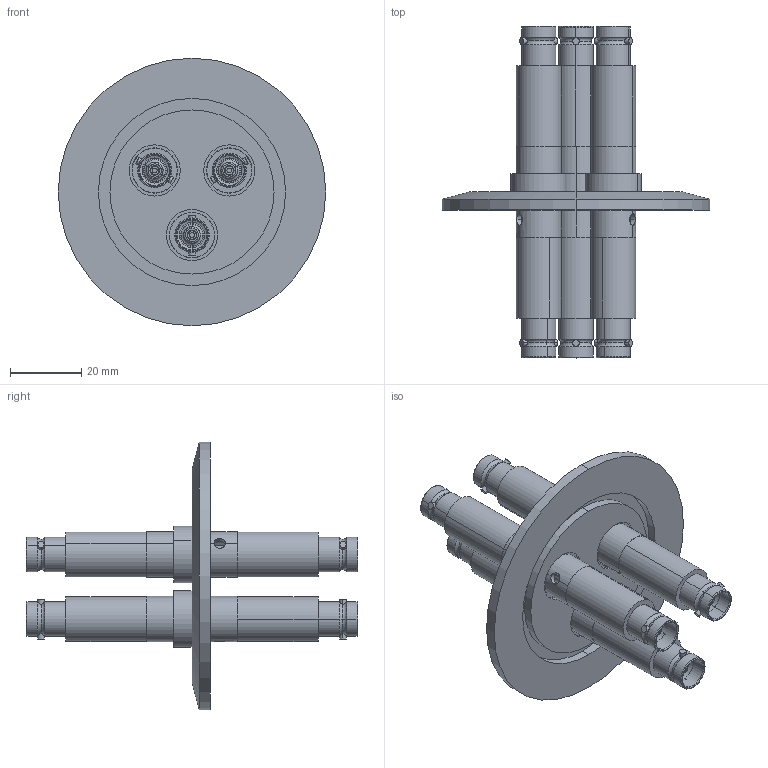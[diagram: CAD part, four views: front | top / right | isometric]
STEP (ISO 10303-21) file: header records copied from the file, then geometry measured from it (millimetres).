
FILE_DESCRIPTION (( 'STEP AP203' ), '1' );
FILE_NAME ('A0478-1-QF.STEP', '2012-03-27T12:34:01', ( '' ), ( '' ), 'SwSTEP 2.0', 'SolidWorks 2011', '' );
FILE_SCHEMA (( 'CONFIG_CONTROL_DESIGN' ));
Length unit declared in the file: inch
Products named in the file (1): A0478-1-QF
Bounding box: 74.93 x 92.96 x 74.93 mm (x, y, z)
Volume: 35690.1 mm3; surface area: 39105.8 mm2
Topology: 1 solids, 1 shells, 864 faces, 2209 edges, 1397 vertices
Faces by surface type: cylinder 369, plane 256, cone 134, torus 96, sphere 9
Entity records: 28616 total; most frequent: CARTESIAN_POINT 6859, DIRECTION 4979, ORIENTED_EDGE 4370, EDGE_CURVE 2185, AXIS2_PLACEMENT_3D 2085, VERTEX_POINT 1385, CIRCLE 1220, EDGE_LOOP 974
